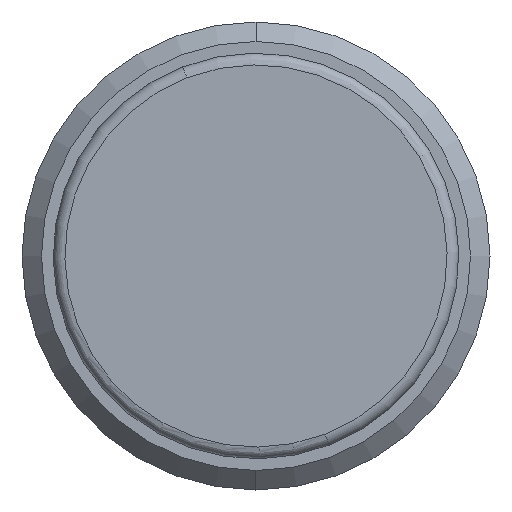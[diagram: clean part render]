
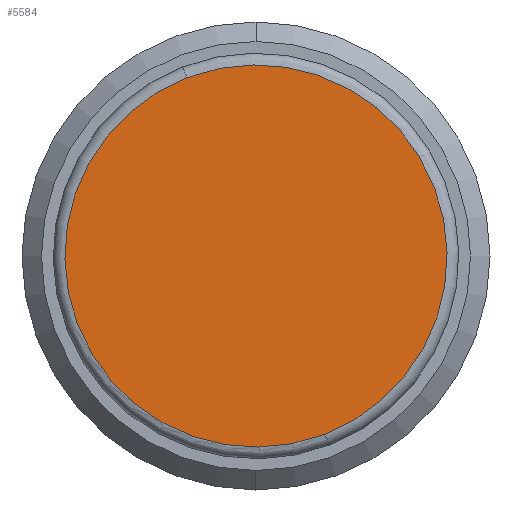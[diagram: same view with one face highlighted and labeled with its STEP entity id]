
A CAD part, front view. The second image highlights one B-rep face of the part: STEP entity #5584.
In plain terms, the highlighted planar face has unit normal (0, -1, 0).
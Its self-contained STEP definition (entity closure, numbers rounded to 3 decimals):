
#2016=CARTESIAN_POINT('',(0.,-0.6,0.));
#2017=DIRECTION('',(0.,1.,0.));
#2018=DIRECTION('',(-0.361,0.,0.932));
#2019=AXIS2_PLACEMENT_3D('',#2016,#2017,#2018);
#2021=CARTESIAN_POINT('',(0.,-0.6,0.));
#2022=DIRECTION('',(0.,1.,0.));
#2023=DIRECTION('',(-0.354,0.,0.935));
#2024=AXIS2_PLACEMENT_3D('',#2021,#2022,#2023);
#2026=CARTESIAN_POINT('',(0.,-0.6,0.));
#2027=DIRECTION('',(0.,1.,0.));
#2028=DIRECTION('',(0.361,0.,-0.932));
#2029=AXIS2_PLACEMENT_3D('',#2026,#2027,#2028);
#2031=CARTESIAN_POINT('',(0.,-0.6,0.));
#2032=DIRECTION('',(0.,1.,0.));
#2033=DIRECTION('',(0.354,0.,-0.935));
#2034=AXIS2_PLACEMENT_3D('',#2031,#2032,#2033);
#2041=CARTESIAN_POINT('',(-1.737,-0.6,4.582));
#2042=CARTESIAN_POINT('',(1.771,-0.6,-4.569));
#2043=VERTEX_POINT('',#2041);
#2044=VERTEX_POINT('',#2042);
#2045=CARTESIAN_POINT('',(-1.771,-0.6,4.569));
#2046=VERTEX_POINT('',#2045);
#2051=CARTESIAN_POINT('',(1.737,-0.6,-4.582));
#2052=VERTEX_POINT('',#2051);
#5571=CARTESIAN_POINT('',(0.,-0.6,0.));
#5572=DIRECTION('',(0.,1.,0.));
#5573=DIRECTION('',(-0.932,0.,-0.361));
#5574=AXIS2_PLACEMENT_3D('',#5571,#5572,#5573);
#5575=PLANE('',#5574);
#5577=ORIENTED_EDGE('',*,*,#5576,.T.);
#5579=ORIENTED_EDGE('',*,*,#5578,.T.);
#5580=ORIENTED_EDGE('',*,*,#5554,.T.);
#5581=ORIENTED_EDGE('',*,*,#5552,.T.);
#5582=EDGE_LOOP('',(#5577,#5579,#5580,#5581));
#5583=FACE_OUTER_BOUND('',#5582,.F.);
#5584=ADVANCED_FACE('',(#5583),#5575,.F.);
#2020=CIRCLE('',#2019,4.9);
#2025=CIRCLE('',#2024,4.9);
#2030=CIRCLE('',#2029,4.9);
#2035=CIRCLE('',#2034,4.9);
#5552=EDGE_CURVE('',#2052,#2046,#2035,.T.);
#5554=EDGE_CURVE('',#2044,#2052,#2030,.T.);
#5576=EDGE_CURVE('',#2046,#2043,#2020,.T.);
#5578=EDGE_CURVE('',#2043,#2044,#2025,.T.);
